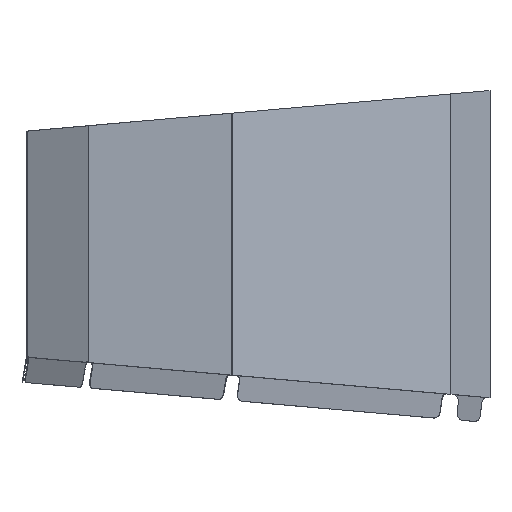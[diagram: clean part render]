
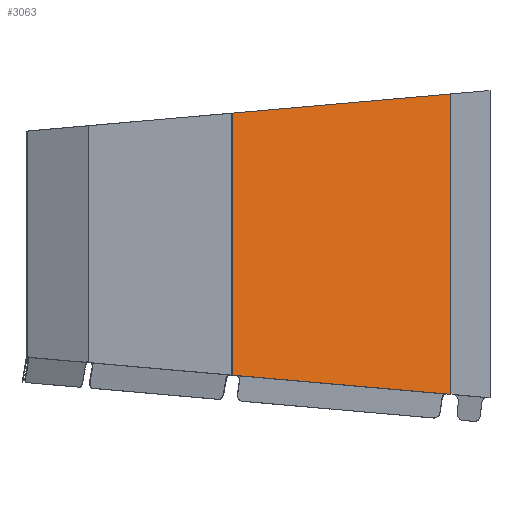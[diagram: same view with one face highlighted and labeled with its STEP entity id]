
A CAD part, front view. The second image highlights one B-rep face of the part: STEP entity #3063.
In plain terms, the highlighted planar face has unit normal (0.383, -0.924, 0).
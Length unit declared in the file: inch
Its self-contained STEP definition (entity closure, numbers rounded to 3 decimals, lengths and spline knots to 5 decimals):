
#9 = EDGE_CURVE ( 'NONE', #278, #259, #3621, .T. ) ;
#28 = ORIENTED_EDGE ( 'NONE', *, *, #2233, .F. ) ;
#65 = EDGE_CURVE ( 'NONE', #245, #2383, #520, .T. ) ;
#139 = VECTOR ( 'NONE', #2180, 39.37008 ) ;
#239 = LINE ( 'NONE', #2247, #1083 ) ;
#245 = VERTEX_POINT ( 'NONE', #1077 ) ;
#259 = VERTEX_POINT ( 'NONE', #678 ) ;
#278 = VERTEX_POINT ( 'NONE', #2465 ) ;
#307 = EDGE_CURVE ( 'NONE', #2010, #3499, #4175, .T. ) ;
#315 = EDGE_CURVE ( 'NONE', #3499, #2042, #3229, .T. ) ;
#320 = CARTESIAN_POINT ( 'NONE',  ( 118.10607, 35.86726, -10.33093 ) ) ;
#351 = EDGE_LOOP ( 'NONE', ( #2641, #4209, #4332, #1759, #28, #4069, #746, #1118, #2258, #2245, #3296, #485 ) ) ;
#422 = CARTESIAN_POINT ( 'NONE',  ( 118.01264, 35.82856, 10.32276 ) ) ;
#432 = CARTESIAN_POINT ( 'NONE',  ( 118.10884, 35.86841, -10.29384 ) ) ;
#466 = DIRECTION ( 'NONE',  ( -0.921, -0.381, 0.081 ) ) ;
#484 = DIRECTION ( 'NONE',  ( -0.383, 0.924, 0. ) ) ;
#485 = ORIENTED_EDGE ( 'NONE', *, *, #4608, .F. ) ;
#520 = LINE ( 'NONE', #4529, #3280 ) ;
#569 = CARTESIAN_POINT ( 'NONE',  ( 117.74761, 35.71878, 10.29957 ) ) ;
#579 = VECTOR ( 'NONE', #1185, 39.37008 ) ;
#602 = DIRECTION ( 'NONE',  ( 0., 0., 1. ) ) ;
#610 = DIRECTION ( 'NONE',  ( -0.921, -0.381, -0.081 ) ) ;
#622 = CARTESIAN_POINT ( 'NONE',  ( 134.922, 42.83265, -11.80214 ) ) ;
#678 = CARTESIAN_POINT ( 'NONE',  ( 134.5704, 42.68701, -11.73404 ) ) ;
#743 = CARTESIAN_POINT ( 'NONE',  ( 115.93805, 34.96924, -10.10392 ) ) ;
#746 = ORIENTED_EDGE ( 'NONE', *, *, #9, .T. ) ;
#846 = VECTOR ( 'NONE', #3096, 39.37008 ) ;
#917 = LINE ( 'NONE', #1709, #3657 ) ;
#999 = VECTOR ( 'NONE', #2985, 39.37008 ) ;
#1025 = EDGE_CURVE ( 'NONE', #2155, #2860, #917, .T. ) ;
#1060 = AXIS2_PLACEMENT_3D ( 'NONE', #4419, #484, #2682 ) ;
#1077 = CARTESIAN_POINT ( 'NONE',  ( 118.13647, 35.87985, -10.29626 ) ) ;
#1083 = VECTOR ( 'NONE', #466, 39.37008 ) ;
#1109 = LINE ( 'NONE', #2156, #139 ) ;
#1118 = ORIENTED_EDGE ( 'NONE', *, *, #1372, .T. ) ;
#1185 = DIRECTION ( 'NONE',  ( 0.921, 0.381, -0.081 ) ) ;
#1322 = VECTOR ( 'NONE', #4067, 39.37008 ) ;
#1372 = EDGE_CURVE ( 'NONE', #259, #2155, #1933, .T. ) ;
#1451 = LINE ( 'NONE', #2032, #1566 ) ;
#1479 = VERTEX_POINT ( 'NONE', #2335 ) ;
#1539 = CARTESIAN_POINT ( 'NONE',  ( 117.74761, 35.71878, -10.29957 ) ) ;
#1542 = LINE ( 'NONE', #743, #2498 ) ;
#1566 = VECTOR ( 'NONE', #602, 39.37008 ) ;
#1622 = CARTESIAN_POINT ( 'NONE',  ( 136.37039, 43.43259, 12.36988 ) ) ;
#1692 = DIRECTION ( 'NONE',  ( -0.074, -0.031, -0.997 ) ) ;
#1706 = EDGE_CURVE ( 'NONE', #2042, #245, #1542, .T. ) ;
#1709 = CARTESIAN_POINT ( 'NONE',  ( 115.93528, 34.96809, -10.14101 ) ) ;
#1732 = FACE_OUTER_BOUND ( 'NONE', #351, .T. ) ;
#1739 = DIRECTION ( 'NONE',  ( 0.921, 0.381, -0.081 ) ) ;
#1759 = ORIENTED_EDGE ( 'NONE', *, *, #65, .T. ) ;
#1831 = EDGE_CURVE ( 'NONE', #2878, #2860, #1109, .T. ) ;
#1933 = LINE ( 'NONE', #1622, #999 ) ;
#2010 = VERTEX_POINT ( 'NONE', #1539 ) ;
#2032 = CARTESIAN_POINT ( 'NONE',  ( 117.74761, 35.71878, 14. ) ) ;
#2042 = VERTEX_POINT ( 'NONE', #432 ) ;
#2116 = VECTOR ( 'NONE', #610, 39.37008 ) ;
#2137 = CARTESIAN_POINT ( 'NONE',  ( 134.56763, 42.68586, -11.77113 ) ) ;
#2155 = VERTEX_POINT ( 'NONE', #2137 ) ;
#2156 = CARTESIAN_POINT ( 'NONE',  ( 134.922, 42.83265, 14. ) ) ;
#2180 = DIRECTION ( 'NONE',  ( 0., 0., -1. ) ) ;
#2233 = EDGE_CURVE ( 'NONE', #1479, #2383, #239, .T. ) ;
#2245 = ORIENTED_EDGE ( 'NONE', *, *, #1831, .F. ) ;
#2247 = CARTESIAN_POINT ( 'NONE',  ( 133.83806, 42.38366, -11.7059 ) ) ;
#2258 = ORIENTED_EDGE ( 'NONE', *, *, #1025, .T. ) ;
#2335 = CARTESIAN_POINT ( 'NONE',  ( 134.54011, 42.67446, -11.76732 ) ) ;
#2380 = CARTESIAN_POINT ( 'NONE',  ( 115.93805, 34.96924, -10.10392 ) ) ;
#2383 = VERTEX_POINT ( 'NONE', #3452 ) ;
#2465 = CARTESIAN_POINT ( 'NONE',  ( 134.54278, 42.67557, -11.73162 ) ) ;
#2498 = VECTOR ( 'NONE', #3256, 39.37008 ) ;
#2641 = ORIENTED_EDGE ( 'NONE', *, *, #307, .T. ) ;
#2662 = VECTOR ( 'NONE', #3509, 39.37008 ) ;
#2682 = DIRECTION ( 'NONE',  ( -0.924, -0.383, 0. ) ) ;
#2717 = CARTESIAN_POINT ( 'NONE',  ( 136.34277, 43.42115, 12.3723 ) ) ;
#2860 = VERTEX_POINT ( 'NONE', #622 ) ;
#2878 = VERTEX_POINT ( 'NONE', #4059 ) ;
#2985 = DIRECTION ( 'NONE',  ( -0.074, -0.031, -0.997 ) ) ;
#3063 = ADVANCED_FACE ( 'NONE', ( #1732 ), #3685, .F. ) ;
#3084 = LINE ( 'NONE', #422, #2116 ) ;
#3096 = DIRECTION ( 'NONE',  ( 0.074, 0.031, 0.997 ) ) ;
#3229 = LINE ( 'NONE', #4412, #1322 ) ;
#3256 = DIRECTION ( 'NONE',  ( 0.921, 0.381, -0.081 ) ) ;
#3280 = VECTOR ( 'NONE', #1692, 39.37008 ) ;
#3296 = ORIENTED_EDGE ( 'NONE', *, *, #3562, .T. ) ;
#3452 = CARTESIAN_POINT ( 'NONE',  ( 118.1338, 35.87875, -10.33196 ) ) ;
#3499 = VERTEX_POINT ( 'NONE', #320 ) ;
#3509 = DIRECTION ( 'NONE',  ( 0.921, 0.381, -0.081 ) ) ;
#3562 = EDGE_CURVE ( 'NONE', #2878, #3846, #3084, .T. ) ;
#3575 = CARTESIAN_POINT ( 'NONE',  ( 115.93528, 34.96809, -10.14101 ) ) ;
#3621 = LINE ( 'NONE', #2380, #2662 ) ;
#3657 = VECTOR ( 'NONE', #1739, 39.37008 ) ;
#3685 = PLANE ( 'NONE',  #1060 ) ;
#3706 = LINE ( 'NONE', #2717, #846 ) ;
#3846 = VERTEX_POINT ( 'NONE', #569 ) ;
#4059 = CARTESIAN_POINT ( 'NONE',  ( 134.922, 42.83265, 11.80214 ) ) ;
#4067 = DIRECTION ( 'NONE',  ( 0.074, 0.031, 0.997 ) ) ;
#4069 = ORIENTED_EDGE ( 'NONE', *, *, #4524, .T. ) ;
#4175 = LINE ( 'NONE', #3575, #579 ) ;
#4209 = ORIENTED_EDGE ( 'NONE', *, *, #315, .T. ) ;
#4332 = ORIENTED_EDGE ( 'NONE', *, *, #1706, .T. ) ;
#4412 = CARTESIAN_POINT ( 'NONE',  ( 119.90883, 36.61399, 13.81008 ) ) ;
#4419 = CARTESIAN_POINT ( 'NONE',  ( 117.73804, 35.71482, 14. ) ) ;
#4524 = EDGE_CURVE ( 'NONE', #1479, #278, #3706, .T. ) ;
#4529 = CARTESIAN_POINT ( 'NONE',  ( 119.93646, 36.62543, 13.80766 ) ) ;
#4608 = EDGE_CURVE ( 'NONE', #2010, #3846, #1451, .T. ) ;
